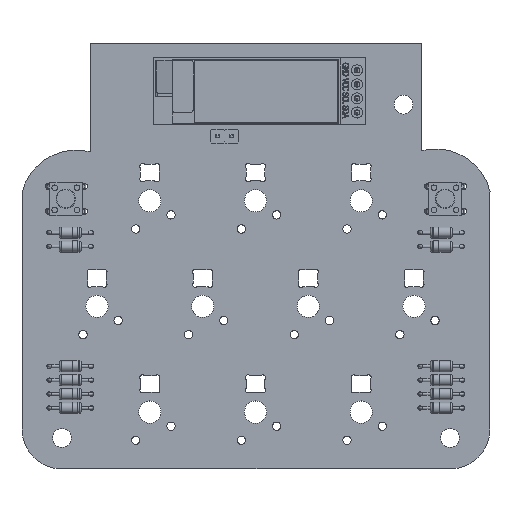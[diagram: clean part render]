
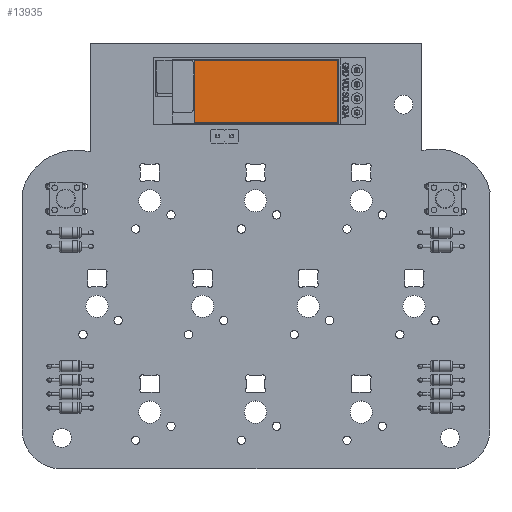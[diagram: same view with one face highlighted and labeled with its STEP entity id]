
A CAD part, top view. The second image highlights one B-rep face of the part: STEP entity #13935.
In plain terms, the highlighted planar face has unit normal (0, 0, 1).
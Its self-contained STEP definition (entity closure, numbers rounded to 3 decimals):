
#13826 = VERTEX_POINT('',#13827);
#13827 = CARTESIAN_POINT('',(11.7,5.65,2.51));
#13833 = EDGE_CURVE('',#13834,#13826,#13836,.T.);
#13834 = VERTEX_POINT('',#13835);
#13835 = CARTESIAN_POINT('',(11.7,-5.65,2.51));
#13836 = LINE('',#13837,#13838);
#13837 = CARTESIAN_POINT('',(11.7,5.65,2.51));
#13838 = VECTOR('',#13839,1.);
#13839 = DIRECTION('',(0.,1.,0.));
#13864 = EDGE_CURVE('',#13865,#13834,#13867,.T.);
#13865 = VERTEX_POINT('',#13866);
#13866 = CARTESIAN_POINT('',(-14.1,-5.65,2.51));
#13867 = LINE('',#13868,#13869);
#13868 = CARTESIAN_POINT('',(11.7,-5.65,2.51));
#13869 = VECTOR('',#13870,1.);
#13870 = DIRECTION('',(1.,0.,0.));
#13895 = EDGE_CURVE('',#13896,#13865,#13898,.T.);
#13896 = VERTEX_POINT('',#13897);
#13897 = CARTESIAN_POINT('',(-14.1,5.65,2.51));
#13898 = LINE('',#13899,#13900);
#13899 = CARTESIAN_POINT('',(-14.1,-5.65,2.51));
#13900 = VECTOR('',#13901,1.);
#13901 = DIRECTION('',(0.,-1.,0.));
#13924 = EDGE_CURVE('',#13826,#13896,#13925,.T.);
#13925 = LINE('',#13926,#13927);
#13926 = CARTESIAN_POINT('',(-14.1,5.65,2.51));
#13927 = VECTOR('',#13928,1.);
#13928 = DIRECTION('',(-1.,0.,0.));
#13935 = ADVANCED_FACE('',(#13936),#13942,.T.);
#13936 = FACE_BOUND('',#13937,.T.);
#13937 = EDGE_LOOP('',(#13938,#13939,#13940,#13941));
#13938 = ORIENTED_EDGE('',*,*,#13924,.T.);
#13939 = ORIENTED_EDGE('',*,*,#13895,.T.);
#13940 = ORIENTED_EDGE('',*,*,#13864,.T.);
#13941 = ORIENTED_EDGE('',*,*,#13833,.T.);
#13942 = PLANE('',#13943);
#13943 = AXIS2_PLACEMENT_3D('',#13944,#13945,#13946);
#13944 = CARTESIAN_POINT('',(-1.2,0.,2.51));
#13945 = DIRECTION('',(0.,0.,1.));
#13946 = DIRECTION('',(1.,0.,-0.));
